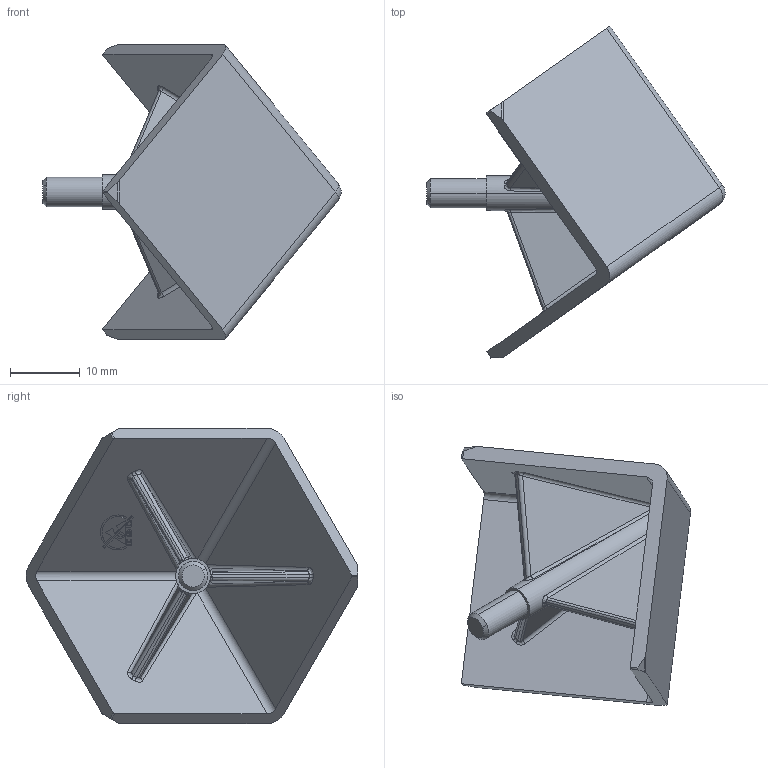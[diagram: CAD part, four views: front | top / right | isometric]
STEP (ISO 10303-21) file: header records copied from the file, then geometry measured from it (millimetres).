
FILE_DESCRIPTION (( 'STEP AP203' ), '1' );
FILE_NAME ('093WEA301AS03.step', '2016-01-04T10:23:23', ( '' ), ( '' ), 'SwSTEP 2.0', 'SolidWorks 2015', '' );
FILE_SCHEMA (( 'CONFIG_CONTROL_DESIGN' ));
Length unit declared in the file: millimetre
Products named in the file (1): 093WEA301AS03
Bounding box: 42.82 x 47.69 x 42.43 mm (x, y, z)
Volume: 6647.2 mm3; surface area: 6734.9 mm2
Topology: 1 solids, 1 shells, 197 faces, 538 edges, 349 vertices
Faces by surface type: plane 127, cylinder 38, bspline 29, cone 2, sphere 1
Entity records: 6719 total; most frequent: CARTESIAN_POINT 2011, ORIENTED_EDGE 1074, DIRECTION 823, EDGE_CURVE 537, LINE 381, VECTOR 381, VERTEX_POINT 349, AXIS2_PLACEMENT_3D 221
